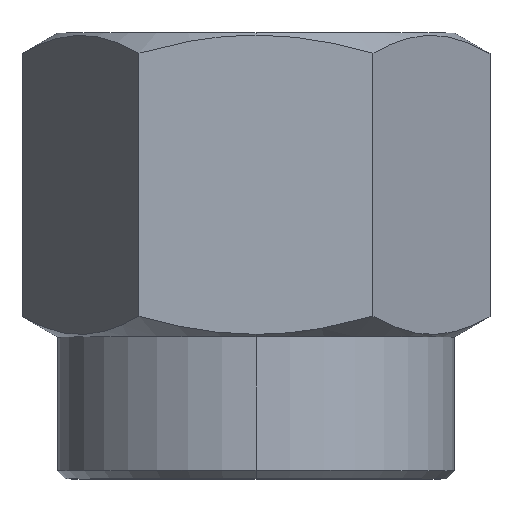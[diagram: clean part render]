
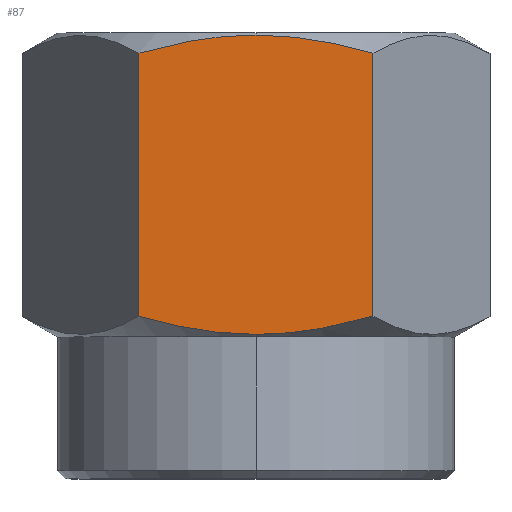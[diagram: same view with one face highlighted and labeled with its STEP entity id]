
A CAD part, top view. The second image highlights one B-rep face of the part: STEP entity #87.
In plain terms, the highlighted planar face has unit normal (0, 0, 1).
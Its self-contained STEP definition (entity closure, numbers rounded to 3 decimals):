
#34 = AXIS2_PLACEMENT_3D ( 'NONE', #373, #374, #375 ) ;
#72 = EDGE_CURVE ( 'NONE', #733, #729, #289, .T. ) ;
#87 = ADVANCED_FACE ( 'NONE', ( #234 ), #372, .F. ) ;
#92 = EDGE_CURVE ( 'NONE', #695, #726, #295, .T. ) ;
#127 = EDGE_CURVE ( 'NONE', #729, #719, #286, .T. ) ;
#146 = EDGE_CURVE ( 'NONE', #733, #726, #282, .T. ) ;
#154 = EDGE_CURVE ( 'NONE', #723, #695, #296, .T. ) ;
#155 = EDGE_CURVE ( 'NONE', #719, #723, #256, .T. ) ;
#166 = VECTOR ( 'NONE', #638, 1000. ) ;
#172 = VECTOR ( 'NONE', #583, 1000. ) ;
#234 = FACE_OUTER_BOUND ( 'NONE', #844, .T. ) ;
#256 = LINE ( 'NONE', #637, #166 ) ;
#282 = LINE ( 'NONE', #582, #172 ) ;
#286 = B_SPLINE_CURVE_WITH_KNOTS ( 'NONE', 3,
 ( #501, #502, #503, #504, #505, #506 ),
 .UNSPECIFIED., .F., .F.,
 ( 4, 2, 4 ),
 ( 0.008, 0.01, 0.011 ),
 .UNSPECIFIED. ) ;
#289 = B_SPLINE_CURVE_WITH_KNOTS ( 'NONE', 3,
 ( #327, #328, #329, #330, #331, #332 ),
 .UNSPECIFIED., .F., .F.,
 ( 4, 2, 4 ),
 ( 0.005, 0.007, 0.008 ),
 .UNSPECIFIED. ) ;
#295 = B_SPLINE_CURVE_WITH_KNOTS ( 'NONE', 3,
 ( #392, #393, #394, #395, #396, #397 ),
 .UNSPECIFIED., .F., .F.,
 ( 4, 2, 4 ),
 ( 0.018, 0.02, 0.021 ),
 .UNSPECIFIED. ) ;
#296 = B_SPLINE_CURVE_WITH_KNOTS ( 'NONE', 3,
 ( #631, #632, #633, #634, #635, #636 ),
 .UNSPECIFIED., .F., .F.,
 ( 4, 2, 4 ),
 ( 0.015, 0.017, 0.018 ),
 .UNSPECIFIED. ) ;
#327 = CARTESIAN_POINT ( 'NONE',  ( -2.887, 10.496, 5. ) ) ;
#328 = CARTESIAN_POINT ( 'NONE',  ( -2.417, 10.631, 5. ) ) ;
#329 = CARTESIAN_POINT ( 'NONE',  ( -1.936, 10.745, 5. ) ) ;
#330 = CARTESIAN_POINT ( 'NONE',  ( -0.973, 10.9, 5. ) ) ;
#331 = CARTESIAN_POINT ( 'NONE',  ( -0.488, 10.942, 5. ) ) ;
#332 = CARTESIAN_POINT ( 'NONE',  ( 0., 10.942, 5. ) ) ;
#372 = PLANE ( 'NONE',  #34 ) ;
#373 = CARTESIAN_POINT ( 'NONE',  ( -2.887, 11., 5. ) ) ;
#374 = DIRECTION ( 'NONE',  ( 0., 0., -1. ) ) ;
#375 = DIRECTION ( 'NONE',  ( -1., 0., 0. ) ) ;
#392 = CARTESIAN_POINT ( 'NONE',  ( 0., 3.558, 5. ) ) ;
#393 = CARTESIAN_POINT ( 'NONE',  ( -0.488, 3.558, 5. ) ) ;
#394 = CARTESIAN_POINT ( 'NONE',  ( -0.973, 3.6, 5. ) ) ;
#395 = CARTESIAN_POINT ( 'NONE',  ( -1.936, 3.755, 5. ) ) ;
#396 = CARTESIAN_POINT ( 'NONE',  ( -2.417, 3.869, 5. ) ) ;
#397 = CARTESIAN_POINT ( 'NONE',  ( -2.887, 4.004, 5. ) ) ;
#501 = CARTESIAN_POINT ( 'NONE',  ( 0., 10.942, 5. ) ) ;
#502 = CARTESIAN_POINT ( 'NONE',  ( 0.489, 10.942, 5. ) ) ;
#503 = CARTESIAN_POINT ( 'NONE',  ( 0.984, 10.899, 5. ) ) ;
#504 = CARTESIAN_POINT ( 'NONE',  ( 1.947, 10.743, 5. ) ) ;
#505 = CARTESIAN_POINT ( 'NONE',  ( 2.42, 10.63, 5. ) ) ;
#506 = CARTESIAN_POINT ( 'NONE',  ( 2.887, 10.496, 5. ) ) ;
#582 = CARTESIAN_POINT ( 'NONE',  ( -2.887, 11., 5. ) ) ;
#583 = DIRECTION ( 'NONE',  ( 0., -1., 0. ) ) ;
#631 = CARTESIAN_POINT ( 'NONE',  ( 2.887, 4.004, 5. ) ) ;
#632 = CARTESIAN_POINT ( 'NONE',  ( 2.42, 3.87, 5. ) ) ;
#633 = CARTESIAN_POINT ( 'NONE',  ( 1.947, 3.757, 5. ) ) ;
#634 = CARTESIAN_POINT ( 'NONE',  ( 0.984, 3.601, 5. ) ) ;
#635 = CARTESIAN_POINT ( 'NONE',  ( 0.489, 3.558, 5. ) ) ;
#636 = CARTESIAN_POINT ( 'NONE',  ( 0., 3.558, 5. ) ) ;
#637 = CARTESIAN_POINT ( 'NONE',  ( 2.887, 11., 5. ) ) ;
#638 = DIRECTION ( 'NONE',  ( 0., -1., 0. ) ) ;
#653 = CARTESIAN_POINT ( 'NONE',  ( 0., 3.558, 5. ) ) ;
#670 = CARTESIAN_POINT ( 'NONE',  ( 2.887, 10.496, 5. ) ) ;
#674 = CARTESIAN_POINT ( 'NONE',  ( 2.887, 4.004, 5. ) ) ;
#675 = CARTESIAN_POINT ( 'NONE',  ( -2.887, 4.004, 5. ) ) ;
#677 = CARTESIAN_POINT ( 'NONE',  ( 0., 10.942, 5. ) ) ;
#681 = CARTESIAN_POINT ( 'NONE',  ( -2.887, 10.496, 5. ) ) ;
#695 = VERTEX_POINT ( 'NONE', #653 ) ;
#719 = VERTEX_POINT ( 'NONE', #670 ) ;
#723 = VERTEX_POINT ( 'NONE', #674 ) ;
#726 = VERTEX_POINT ( 'NONE', #675 ) ;
#729 = VERTEX_POINT ( 'NONE', #677 ) ;
#733 = VERTEX_POINT ( 'NONE', #681 ) ;
#801 = ORIENTED_EDGE ( 'NONE', *, *, #146, .T. ) ;
#802 = ORIENTED_EDGE ( 'NONE', *, *, #155, .F. ) ;
#804 = ORIENTED_EDGE ( 'NONE', *, *, #92, .F. ) ;
#805 = ORIENTED_EDGE ( 'NONE', *, *, #127, .F. ) ;
#806 = ORIENTED_EDGE ( 'NONE', *, *, #154, .F. ) ;
#807 = ORIENTED_EDGE ( 'NONE', *, *, #72, .F. ) ;
#844 = EDGE_LOOP ( 'NONE', ( #801, #804, #806, #802, #805, #807 ) ) ;
